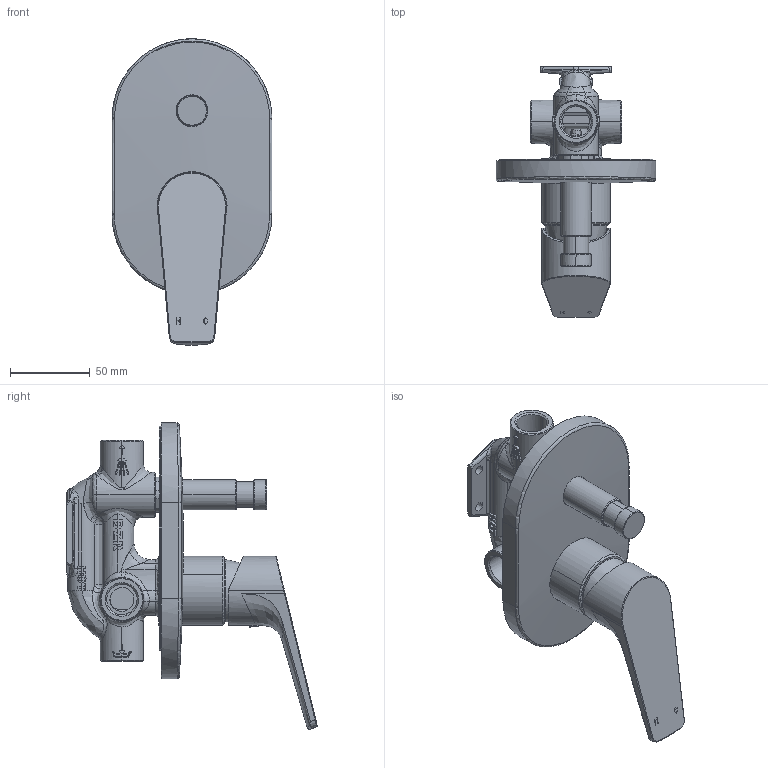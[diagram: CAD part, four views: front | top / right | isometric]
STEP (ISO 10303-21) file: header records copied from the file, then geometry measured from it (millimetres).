
FILE_DESCRIPTION(/* description */ (''),/* implementation_level */ '2;1');
FILE_NAME(/* name */ 'STEP - A075032420_9508810',/* time_stamp */ '2025-03-18T15:02:16+11:00',/* author */ (''),/* organization */ (''),/* preprocessor_version */ 'ST-DEVELOPER v16.5',/* originating_system */ 'Rhino 7.37',/* authorisation */ '');
FILE_SCHEMA (('AUTOMOTIVE_DESIGN'));
Length unit declared in the file: millimetre
Products named in the file (1): Document
Bounding box: 100 x 156.66 x 191.59 mm (x, y, z)
Volume: 110234.5 mm3; surface area: 152957.2 mm2
Topology: 10 solids, 15 shells, 2202 faces, 5582 edges, 3287 vertices
Faces by surface type: bspline 1121, cylinder 713, plane 368
Entity records: 106540 total; most frequent: CARTESIAN_POINT 73578, ORIENTED_EDGE 10829, EDGE_CURVE 5542, VERTEX_POINT 3287, B_SPLINE_CURVE_WITH_KNOTS 2961, EDGE_LOOP 2296, ADVANCED_FACE 2202, FACE_OUTER_BOUND 2202
